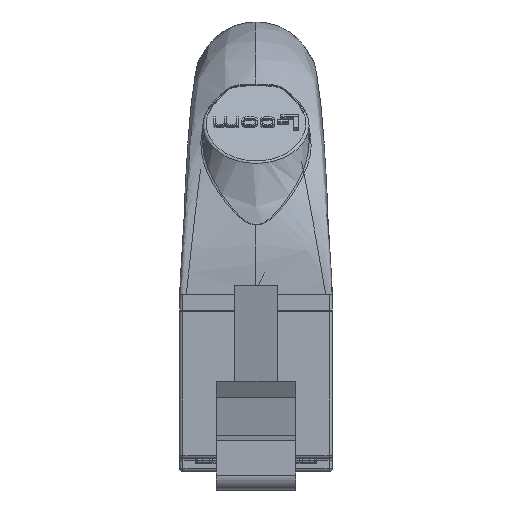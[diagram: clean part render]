
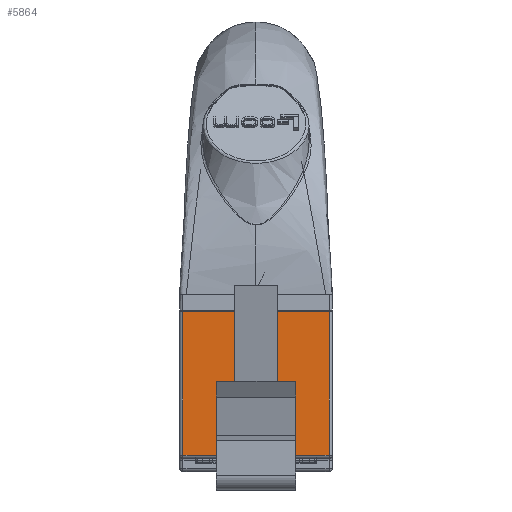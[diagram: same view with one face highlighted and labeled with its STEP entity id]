
A CAD part, left-side view. The second image highlights one B-rep face of the part: STEP entity #5864.
In plain terms, the highlighted face is planar.
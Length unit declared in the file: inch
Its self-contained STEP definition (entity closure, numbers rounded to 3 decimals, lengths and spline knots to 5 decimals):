
#56 = LINE ( 'NONE', #17012, #58 ) ;
#57 = LINE ( 'NONE', #17017, #62 ) ;
#58 = VECTOR ( 'NONE', #17013, 39.37008 ) ;
#62 = VECTOR ( 'NONE', #17024, 39.37008 ) ;
#76 = LINE ( 'NONE', #17051, #81 ) ;
#81 = VECTOR ( 'NONE', #17046, 39.37008 ) ;
#98 = LINE ( 'NONE', #17064, #105 ) ;
#105 = VECTOR ( 'NONE', #17078, 39.37008 ) ;
#118 = LINE ( 'NONE', #17096, #121 ) ;
#121 = VECTOR ( 'NONE', #17097, 39.37008 ) ;
#150 = LINE ( 'NONE', #17133, #153 ) ;
#153 = VECTOR ( 'NONE', #17134, 39.37008 ) ;
#193 = LINE ( 'NONE', #17413, #196 ) ;
#196 = VECTOR ( 'NONE', #17414, 39.37008 ) ;
#821 = LINE ( 'NONE', #21132, #824 ) ;
#824 = VECTOR ( 'NONE', #21135, 39.37008 ) ;
#1265 = CARTESIAN_POINT ( 'NONE',  ( 0.12, 0.13, -0.05 ) ) ;
#5864 = ADVANCED_FACE ( 'NONE', ( #19152 ), #14486, .T. ) ;
#7523 = VERTEX_POINT ( 'NONE', #28205 ) ;
#7539 = VERTEX_POINT ( 'NONE', #28219 ) ;
#8993 = AXIS2_PLACEMENT_3D ( 'NONE', #14470, #14490, #14492 ) ;
#14470 = CARTESIAN_POINT ( 'NONE',  ( -0.23, 0.13, -0.485 ) ) ;
#14486 = PLANE ( 'NONE',  #8993 ) ;
#14490 = DIRECTION ( 'NONE',  ( 0., 1., 0. ) ) ;
#14492 = DIRECTION ( 'NONE',  ( -1., 0., 0. ) ) ;
#14771 = EDGE_CURVE ( 'NONE', #17990, #17978, #56, .T. ) ;
#14773 = EDGE_CURVE ( 'NONE', #17978, #18323, #57, .T. ) ;
#14785 = EDGE_CURVE ( 'NONE', #7539, #17990, #76, .T. ) ;
#14797 = EDGE_CURVE ( 'NONE', #18630, #17974, #98, .T. ) ;
#14806 = EDGE_CURVE ( 'NONE', #18127, #18323, #118, .T. ) ;
#14823 = EDGE_CURVE ( 'NONE', #18630, #18127, #150, .T. ) ;
#16663 = EDGE_CURVE ( 'NONE', #7523, #7539, #193, .T. ) ;
#17012 = CARTESIAN_POINT ( 'NONE',  ( -0.12, 0.13, -0.05 ) ) ;
#17013 = DIRECTION ( 'NONE',  ( 1., 0., 0. ) ) ;
#17017 = CARTESIAN_POINT ( 'NONE',  ( -0.12, 0.13, 0. ) ) ;
#17024 = DIRECTION ( 'NONE',  ( 0., 0., -1. ) ) ;
#17046 = DIRECTION ( 'NONE',  ( 0., 0., 1. ) ) ;
#17051 = CARTESIAN_POINT ( 'NONE',  ( -0.22, 0.13, -0.485 ) ) ;
#17064 = CARTESIAN_POINT ( 'NONE',  ( -0.23, 0.13, -0.05 ) ) ;
#17078 = DIRECTION ( 'NONE',  ( 1., 0., 0. ) ) ;
#17096 = CARTESIAN_POINT ( 'NONE',  ( 0.12, 0.13, -0.11 ) ) ;
#17097 = DIRECTION ( 'NONE',  ( -1., 0., 0. ) ) ;
#17133 = CARTESIAN_POINT ( 'NONE',  ( 0.12, 0.13, 0. ) ) ;
#17134 = DIRECTION ( 'NONE',  ( 0., 0., -1. ) ) ;
#17413 = CARTESIAN_POINT ( 'NONE',  ( -0.23, 0.13, -0.485 ) ) ;
#17414 = DIRECTION ( 'NONE',  ( -1., 0., 0. ) ) ;
#17672 = CARTESIAN_POINT ( 'NONE',  ( 0.22, 0.13, -0.05 ) ) ;
#17675 = CARTESIAN_POINT ( 'NONE',  ( -0.12, 0.13, -0.05 ) ) ;
#17683 = CARTESIAN_POINT ( 'NONE',  ( -0.22, 0.13, -0.05 ) ) ;
#17749 = CARTESIAN_POINT ( 'NONE',  ( 0.12, 0.13, -0.11 ) ) ;
#17825 = CARTESIAN_POINT ( 'NONE',  ( -0.12, 0.13, -0.11 ) ) ;
#17974 = VERTEX_POINT ( 'NONE', #17672 ) ;
#17978 = VERTEX_POINT ( 'NONE', #17675 ) ;
#17990 = VERTEX_POINT ( 'NONE', #17683 ) ;
#18127 = VERTEX_POINT ( 'NONE', #17749 ) ;
#18187 = ORIENTED_EDGE ( 'NONE', *, *, #14806, .F. ) ;
#18259 = ORIENTED_EDGE ( 'NONE', *, *, #14785, .T. ) ;
#18277 = ORIENTED_EDGE ( 'NONE', *, *, #14797, .T. ) ;
#18323 = VERTEX_POINT ( 'NONE', #17825 ) ;
#18326 = ORIENTED_EDGE ( 'NONE', *, *, #16663, .T. ) ;
#18337 = ORIENTED_EDGE ( 'NONE', *, *, #25042, .T. ) ;
#18472 = ORIENTED_EDGE ( 'NONE', *, *, #14771, .T. ) ;
#18494 = ORIENTED_EDGE ( 'NONE', *, *, #14773, .T. ) ;
#18526 = ORIENTED_EDGE ( 'NONE', *, *, #14823, .F. ) ;
#18630 = VERTEX_POINT ( 'NONE', #1265 ) ;
#19152 = FACE_OUTER_BOUND ( 'NONE', #22746, .T. ) ;
#21132 = CARTESIAN_POINT ( 'NONE',  ( 0.22, 0.13, -0.485 ) ) ;
#21135 = DIRECTION ( 'NONE',  ( 0., 0., -1. ) ) ;
#22746 = EDGE_LOOP ( 'NONE', ( #18259, #18472, #18494, #18187, #18526, #18277, #18337, #18326 ) ) ;
#25042 = EDGE_CURVE ( 'NONE', #17974, #7523, #821, .T. ) ;
#28205 = CARTESIAN_POINT ( 'NONE',  ( 0.22, 0.13, -0.485 ) ) ;
#28219 = CARTESIAN_POINT ( 'NONE',  ( -0.22, 0.13, -0.485 ) ) ;
